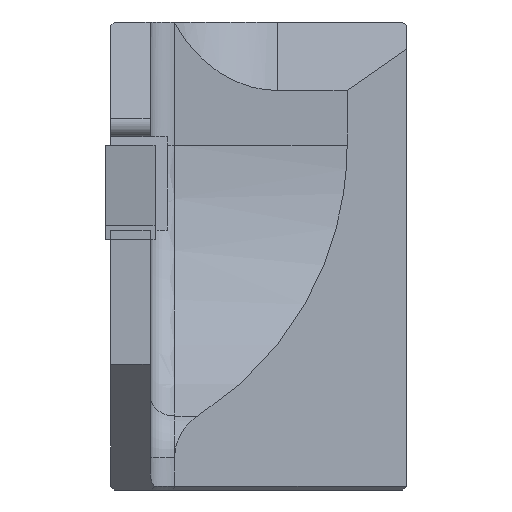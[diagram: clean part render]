
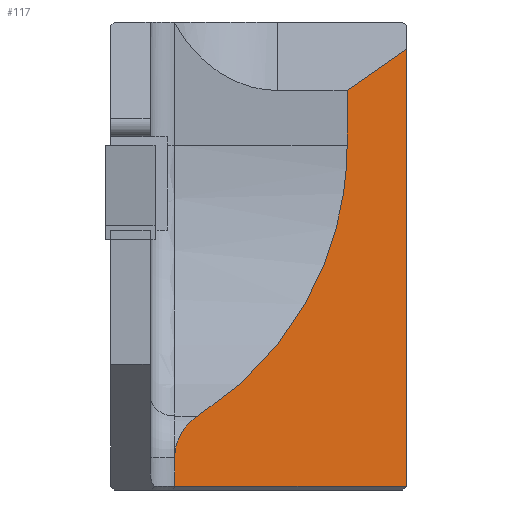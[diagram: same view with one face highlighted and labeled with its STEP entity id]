
A CAD part, left-side view. The second image highlights one B-rep face of the part: STEP entity #117.
In plain terms, the highlighted planar face has unit normal (-0.707, -0.707, 0).
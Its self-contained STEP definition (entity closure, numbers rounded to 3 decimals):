
#59=PLANE('',#1216);
#111=ELLIPSE('',#1214,18.385,13.);
#112=ELLIPSE('',#1215,2.828,2.);
#117=ADVANCED_FACE('',(#192),#59,.T.);
#192=FACE_OUTER_BOUND('',#259,.T.);
#259=EDGE_LOOP('',(#601,#602,#603,#604,#605,#606,#607));
#333=LINE('',#1645,#465);
#334=LINE('',#1648,#466);
#335=LINE('',#1650,#467);
#336=LINE('',#1656,#468);
#337=LINE('',#1658,#469);
#465=VECTOR('',#1317,1.);
#466=VECTOR('',#1318,1.);
#467=VECTOR('',#1319,1.);
#468=VECTOR('',#1324,1.);
#469=VECTOR('',#1325,1.);
#601=ORIENTED_EDGE('',*,*,#1030,.F.);
#602=ORIENTED_EDGE('',*,*,#1031,.T.);
#603=ORIENTED_EDGE('',*,*,#1032,.F.);
#604=ORIENTED_EDGE('',*,*,#1033,.F.);
#605=ORIENTED_EDGE('',*,*,#1034,.F.);
#606=ORIENTED_EDGE('',*,*,#1035,.T.);
#607=ORIENTED_EDGE('',*,*,#1036,.T.);
#929=VERTEX_POINT('',#1646);
#930=VERTEX_POINT('',#1647);
#931=VERTEX_POINT('',#1649);
#932=VERTEX_POINT('',#1651);
#933=VERTEX_POINT('',#1653);
#934=VERTEX_POINT('',#1655);
#935=VERTEX_POINT('',#1657);
#1030=EDGE_CURVE('',#929,#930,#333,.T.);
#1031=EDGE_CURVE('',#929,#931,#334,.T.);
#1032=EDGE_CURVE('',#932,#931,#335,.T.);
#1033=EDGE_CURVE('',#933,#932,#111,.T.);
#1034=EDGE_CURVE('',#934,#933,#112,.T.);
#1035=EDGE_CURVE('',#934,#935,#336,.T.);
#1036=EDGE_CURVE('',#935,#930,#337,.T.);
#1214=AXIS2_PLACEMENT_3D('',#1652,#1320,#1321);
#1215=AXIS2_PLACEMENT_3D('',#1654,#1322,#1323);
#1216=AXIS2_PLACEMENT_3D('',#1659,#1326,#1327);
#1317=DIRECTION('',(0.,0.,-1.));
#1318=DIRECTION('',(-0.634,0.634,-0.444));
#1319=DIRECTION('',(0.,0.,1.));
#1320=DIRECTION('',(-0.707,-0.707,0.));
#1321=DIRECTION('',(-0.707,0.707,0.));
#1322=DIRECTION('',(0.707,0.707,0.));
#1323=DIRECTION('',(-0.707,0.707,0.));
#1324=DIRECTION('',(0.,0.,-1.));
#1325=DIRECTION('',(0.707,-0.707,0.));
#1326=DIRECTION('',(-0.707,-0.707,0.));
#1327=DIRECTION('',(-0.707,0.707,0.));
#1645=CARTESIAN_POINT('',(15.4,0.,-14.));
#1646=CARTESIAN_POINT('',(15.4,0.,3.904));
#1647=CARTESIAN_POINT('',(15.4,0.,-13.85));
#1648=CARTESIAN_POINT('',(10.366,5.034,0.379));
#1649=CARTESIAN_POINT('',(13.,2.4,2.223));
#1650=CARTESIAN_POINT('',(13.,2.4,-14.));
#1651=CARTESIAN_POINT('',(13.,2.4,0.));
#1652=CARTESIAN_POINT('',(0.,15.4,0.));
#1653=CARTESIAN_POINT('',(6.933,8.467,-10.997));
#1654=CARTESIAN_POINT('',(8.,7.4,-12.689));
#1655=CARTESIAN_POINT('',(6.,9.4,-12.689));
#1656=CARTESIAN_POINT('',(6.,9.4,-14.));
#1657=CARTESIAN_POINT('',(6.,9.4,-13.85));
#1658=CARTESIAN_POINT('',(6.,9.4,-13.85));
#1659=CARTESIAN_POINT('',(15.4,0.,-14.));
